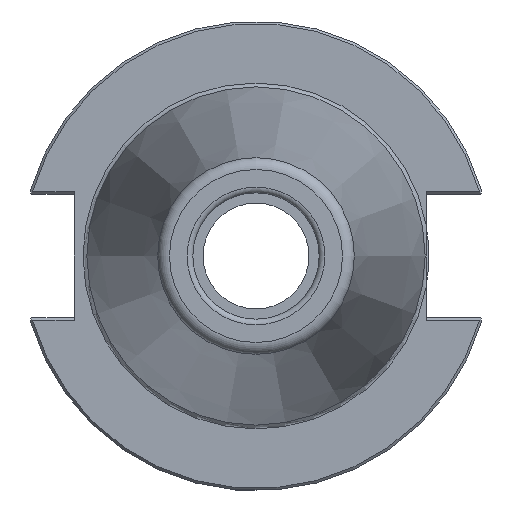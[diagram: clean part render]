
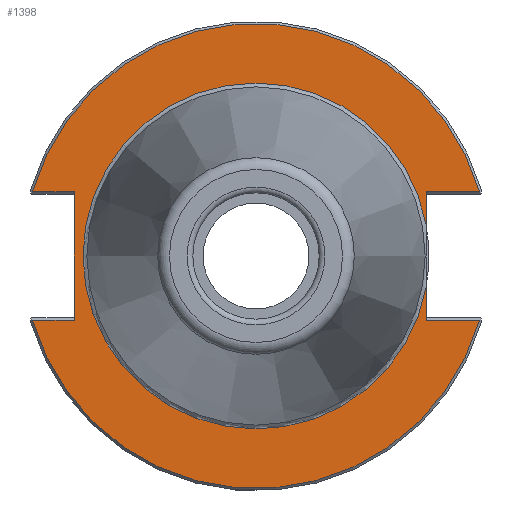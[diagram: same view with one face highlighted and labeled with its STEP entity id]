
A CAD part, left-side view. The second image highlights one B-rep face of the part: STEP entity #1398.
In plain terms, the highlighted planar face has unit normal (-1, 0, 0).
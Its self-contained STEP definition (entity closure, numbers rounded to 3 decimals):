
#102=LINE('',#2375,#180);
#105=LINE('',#2434,#183);
#106=LINE('',#2440,#184);
#107=LINE('',#2442,#185);
#108=LINE('',#2446,#186);
#109=LINE('',#2448,#187);
#110=LINE('',#2449,#188);
#180=VECTOR('',#1736,10.);
#183=VECTOR('',#1755,10.);
#184=VECTOR('',#1760,10.);
#185=VECTOR('',#1761,10.);
#186=VECTOR('',#1764,10.);
#187=VECTOR('',#1765,10.);
#188=VECTOR('',#1766,10.);
#293=FACE_OUTER_BOUND('',#369,.T.);
#369=EDGE_LOOP('',(#1018,#1019,#1020,#1021,#1022,#1023,#1024,#1025,#1026,
#1027,#1028));
#449=CIRCLE('',#1508,48.249);
#451=CIRCLE('',#1511,35.899);
#452=CIRCLE('',#1512,35.899);
#453=CIRCLE('',#1513,48.249);
#582=VERTEX_POINT('',#2372);
#583=VERTEX_POINT('',#2374);
#591=VERTEX_POINT('',#2421);
#594=VERTEX_POINT('',#2433);
#595=VERTEX_POINT('',#2435);
#596=VERTEX_POINT('',#2437);
#597=VERTEX_POINT('',#2439);
#598=VERTEX_POINT('',#2441);
#599=VERTEX_POINT('',#2443);
#600=VERTEX_POINT('',#2445);
#601=VERTEX_POINT('',#2447);
#750=EDGE_CURVE('',#582,#583,#102,.T.);
#762=EDGE_CURVE('',#583,#591,#449,.T.);
#766=EDGE_CURVE('',#582,#594,#105,.T.);
#767=EDGE_CURVE('',#594,#595,#451,.T.);
#768=EDGE_CURVE('',#595,#596,#452,.T.);
#769=EDGE_CURVE('',#596,#597,#106,.T.);
#770=EDGE_CURVE('',#598,#597,#107,.T.);
#771=EDGE_CURVE('',#599,#598,#453,.T.);
#772=EDGE_CURVE('',#600,#599,#108,.T.);
#773=EDGE_CURVE('',#600,#601,#109,.T.);
#774=EDGE_CURVE('',#591,#601,#110,.T.);
#1018=ORIENTED_EDGE('',*,*,#750,.F.);
#1019=ORIENTED_EDGE('',*,*,#766,.T.);
#1020=ORIENTED_EDGE('',*,*,#767,.T.);
#1021=ORIENTED_EDGE('',*,*,#768,.T.);
#1022=ORIENTED_EDGE('',*,*,#769,.T.);
#1023=ORIENTED_EDGE('',*,*,#770,.F.);
#1024=ORIENTED_EDGE('',*,*,#771,.F.);
#1025=ORIENTED_EDGE('',*,*,#772,.F.);
#1026=ORIENTED_EDGE('',*,*,#773,.T.);
#1027=ORIENTED_EDGE('',*,*,#774,.F.);
#1028=ORIENTED_EDGE('',*,*,#762,.F.);
#1356=PLANE('',#1510);
#1398=ADVANCED_FACE('',(#293),#1356,.T.);
#1508=AXIS2_PLACEMENT_3D('',#2422,#1749,#1750);
#1510=AXIS2_PLACEMENT_3D('',#2432,#1753,#1754);
#1511=AXIS2_PLACEMENT_3D('',#2436,#1756,#1757);
#1512=AXIS2_PLACEMENT_3D('',#2438,#1758,#1759);
#1513=AXIS2_PLACEMENT_3D('',#2444,#1762,#1763);
#1736=DIRECTION('',(0.,-1.,0.));
#1749=DIRECTION('center_axis',(1.,0.,0.));
#1750=DIRECTION('ref_axis',(0.,0.,-1.));
#1753=DIRECTION('center_axis',(-1.,0.,0.));
#1754=DIRECTION('ref_axis',(0.,0.,1.));
#1755=DIRECTION('',(0.,0.,1.));
#1756=DIRECTION('center_axis',(1.,0.,0.));
#1757=DIRECTION('ref_axis',(0.,0.,-1.));
#1758=DIRECTION('center_axis',(1.,0.,0.));
#1759=DIRECTION('ref_axis',(0.,0.,-1.));
#1760=DIRECTION('',(0.,0.,1.));
#1761=DIRECTION('',(0.,1.,0.));
#1762=DIRECTION('center_axis',(1.,0.,0.));
#1763=DIRECTION('ref_axis',(0.,0.,-1.));
#1764=DIRECTION('',(0.,1.,0.));
#1765=DIRECTION('',(0.,0.,-1.));
#1766=DIRECTION('',(0.,-1.,0.));
#2372=CARTESIAN_POINT('',(3.175,-35.3,-13.325));
#2374=CARTESIAN_POINT('',(3.175,-46.373,-13.325));
#2375=CARTESIAN_POINT('',(3.175,-13.707,-13.325));
#2421=CARTESIAN_POINT('',(3.175,46.373,-13.325));
#2422=CARTESIAN_POINT('Origin',(3.175,0.,0.));
#2432=CARTESIAN_POINT('Origin',(3.175,48.249,0.));
#2433=CARTESIAN_POINT('',(3.175,-35.3,-6.533));
#2434=CARTESIAN_POINT('',(3.175,-35.3,-6.413));
#2435=CARTESIAN_POINT('',(3.175,0.,35.899));
#2436=CARTESIAN_POINT('Origin',(3.175,0.,0.));
#2437=CARTESIAN_POINT('',(3.175,-35.3,6.533));
#2438=CARTESIAN_POINT('Origin',(3.175,0.,0.));
#2439=CARTESIAN_POINT('',(3.175,-35.3,13.325));
#2440=CARTESIAN_POINT('',(3.175,-35.3,-6.413));
#2441=CARTESIAN_POINT('',(3.175,-46.373,13.325));
#2442=CARTESIAN_POINT('',(3.175,6.475,13.325));
#2443=CARTESIAN_POINT('',(3.175,46.373,13.325));
#2444=CARTESIAN_POINT('Origin',(3.175,0.,0.));
#2445=CARTESIAN_POINT('',(3.175,37.7,13.325));
#2446=CARTESIAN_POINT('',(3.175,61.395,13.325));
#2447=CARTESIAN_POINT('',(3.175,37.7,-13.325));
#2448=CARTESIAN_POINT('',(3.175,37.7,6.413));
#2449=CARTESIAN_POINT('',(3.175,42.975,-13.325));
